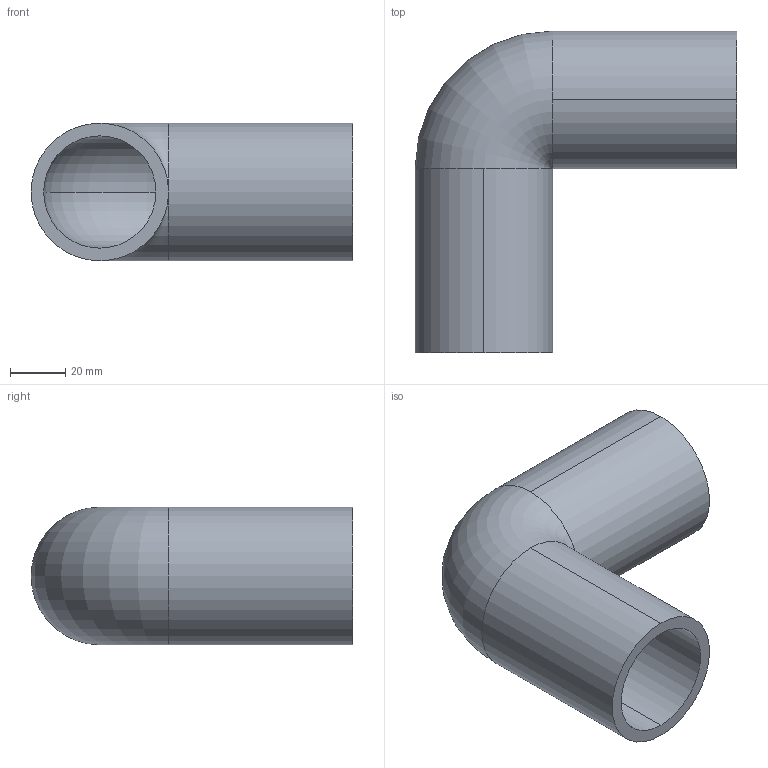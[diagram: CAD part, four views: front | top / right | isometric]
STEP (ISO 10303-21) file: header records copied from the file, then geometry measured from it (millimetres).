
FILE_DESCRIPTION (( 'STEP AP203' ), '1' );
FILE_NAME ('Elbow 90° SDR11 001 117 0021 0050.step', '2019-11-25T13:13:13', ( '' ), ( '' ), 'SwSTEP 2.0', 'SolidWorks 2019', '' );
FILE_SCHEMA (( 'CONFIG_CONTROL_DESIGN' ));
Length unit declared in the file: millimetre
Products named in the file (1): Elbow 90° SDR11 001 117 0021 0050
Bounding box: 117 x 117 x 50 mm (x, y, z)
Volume: 113680.7 mm3; surface area: 50738.6 mm2
Topology: 1 solids, 1 shells, 13 faces, 34 edges, 21 vertices
Faces by surface type: cylinder 8, torus 3, plane 2
Entity records: 483 total; most frequent: DIRECTION 84, CARTESIAN_POINT 67, ORIENTED_EDGE 64, AXIS2_PLACEMENT_3D 38, EDGE_CURVE 32, CIRCLE 24, VERTEX_POINT 21, EDGE_LOOP 15
